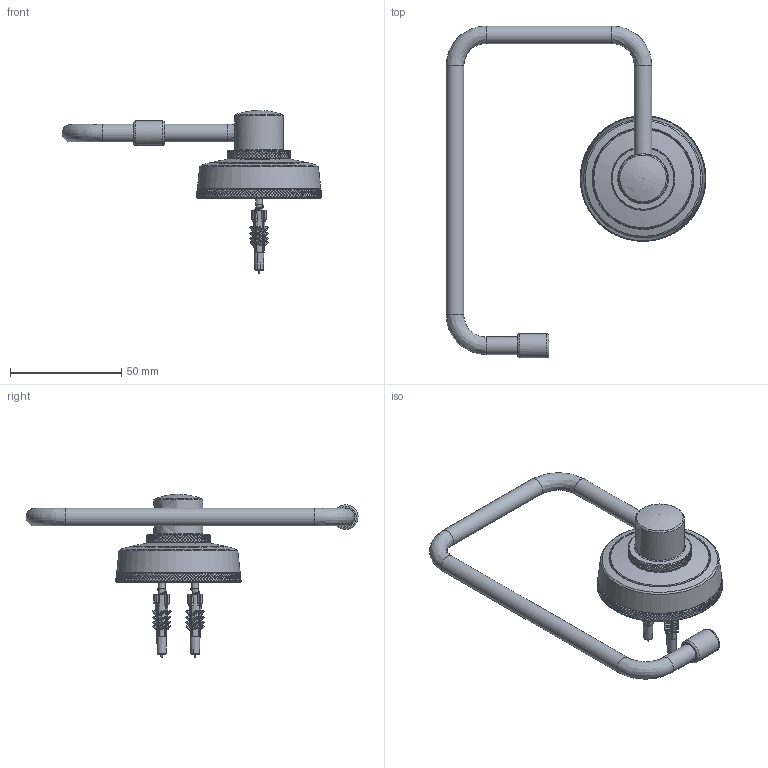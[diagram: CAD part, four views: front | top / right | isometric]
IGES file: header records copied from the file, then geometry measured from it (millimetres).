
Global section: file name: N1437; native system: Autodesk Inventor 2020; preprocessor: unknown; author: camerond; date: 20200204.113603; units: millimetre
Bounding box: 116.68 x 149.16 x 73.39 mm (x, y, z)
Volume: 58098.9 mm3; surface area: 33328.1 mm2
Topology: 14 solids, 14 shells, 6014 faces, 13483 edges, 7490 vertices
Faces by surface type: bspline 6014
